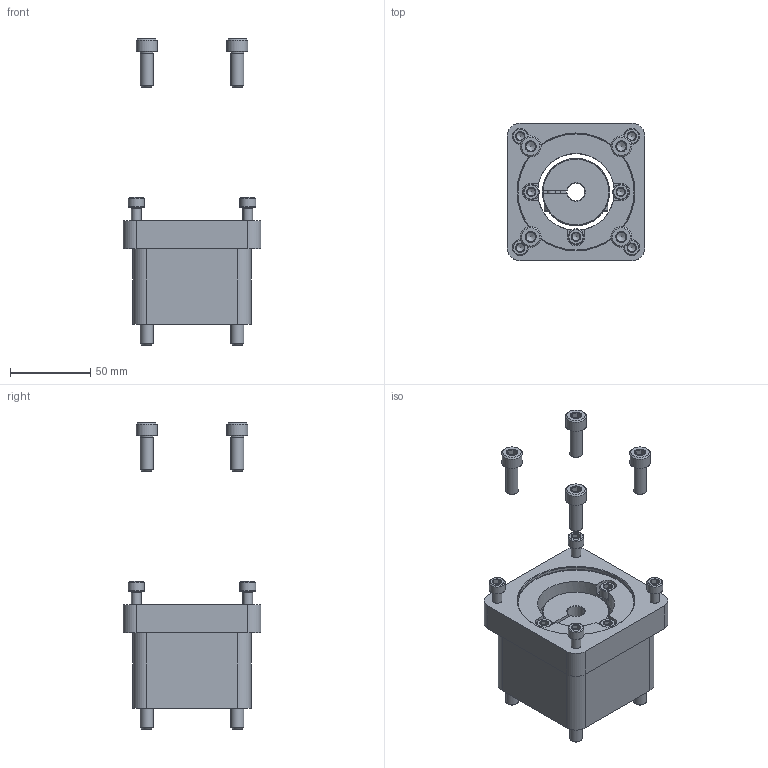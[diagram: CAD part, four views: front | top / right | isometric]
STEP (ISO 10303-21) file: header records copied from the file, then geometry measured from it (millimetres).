
FILE_DESCRIPTION(/* description */ ('STEP AP214'),/* implementation_level */ '2;1');
FILE_NAME(/* name */ '543162_EAMM-A-D60-87A',/* time_stamp */ '2024-08-27T00:23:52+02:00',/* author */ ('License CC BY-ND 4.0'),/* organization */ ('CADENAS'),/* preprocessor_version */ 'ST-DEVELOPER v19.3',/* originating_system */ 'PARTsolutions',/* authorisation */ ' ');
FILE_SCHEMA (('AUTOMOTIVE_DESIGN {1 0 10303 214 3 1 1}'));
Length unit declared in the file: millimetre
Products named in the file (8): 543162 EAMM-A-D60-87A; 552160 EAMK-A-D60-64-L51---(1O); DIN-912 - M8x30(F); DIN-912 - M8x22(F); 665151 EAMF-A-64A/B-87A(10); DIN-912 - M6x22(F); DIN-912 - M6x16(F); 543424 EAMC-42-50-11-12
Assembly tree (18 placements, depth 2):
  543162 EAMM-A-D60-87A
    552160 EAMK-A-D60-64-L51---(1O)
    DIN-912 - M8x30(F)  x4
    DIN-912 - M8x22(F)  x4
    665151 EAMF-A-64A/B-87A(10)
    DIN-912 - M6x22(F)  x4
    DIN-912 - M6x16(F)  x3
    543424 EAMC-42-50-11-12
Bounding box: 85.8 x 85.8 x 191 mm (x, y, z)
Volume: 304317.1 mm3; surface area: 87486.4 mm2
Topology: 18 solids, 18 shells, 591 faces, 1211 edges, 689 vertices
Faces by surface type: plane 284, cone 192, cylinder 110, torus 5
Full cylindrical faces by diameter (mm): 4.917 x8, 5 x4, 6 x7, 8 x8, 8.5 x2, 9 x4, 10 x7, 13 x8, 14 x4, 19.2 x1, 40 x2, 42 x1, 48 x1, 60 x1, 64 x2, 73.05 x1
Entity records: 7573 total; most frequent: CARTESIAN_POINT 1363, DIRECTION 1354, ORIENTED_EDGE 1024, AXIS2_PLACEMENT_3D 576, EDGE_CURVE 512, FACE_BOUND 427, EDGE_LOOP 419, VERTEX_POINT 361
